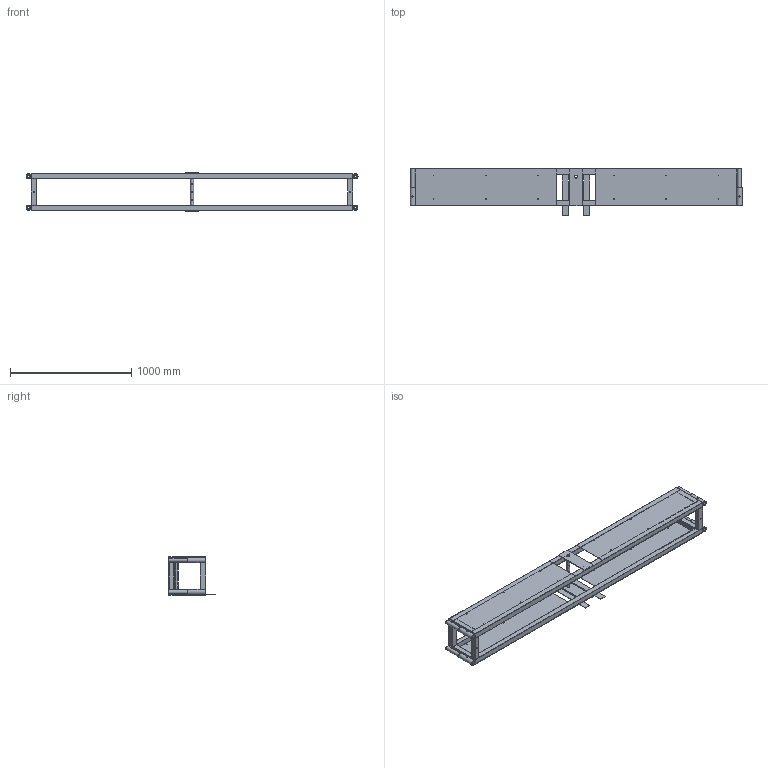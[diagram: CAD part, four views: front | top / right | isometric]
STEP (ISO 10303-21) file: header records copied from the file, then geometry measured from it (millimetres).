
FILE_DESCRIPTION(/* description */ (''),/* implementation_level */ '2;1');
FILE_NAME(/* name */ 'GE-18125.iam.stp',/* time_stamp */ '2018-01-01T11:24:14-08:00',/* author */ ('PhillipD'),/* organization */ (''),/* preprocessor_version */ 'ST-DEVELOPER v16.13',/* originating_system */ 'Autodesk Inventor 2018',/* authorisation */ '');
FILE_SCHEMA (('AUTOMOTIVE_DESIGN { 1 0 10303 214 3 1 1 }'));
Length unit declared in the file: inch
Products named in the file (12): GE-18125; GE-18014; GE-18014-1; GE-18014-3; GE-18014-4; GE-18014-2; GE-18014-5; GE-18014-6; GE-18028; rivet_.1875_.251-.375; GE-18023; GE-18059
Assembly tree (34 placements, depth 3):
  GE-18125
    GE-18014
      GE-18014-1  x4
      GE-18014-3  x2
      GE-18014-4  x4
      GE-18014-2  x6
      GE-18014-5
      GE-18014-6  x2
    GE-18028  x4
    rivet_.1875_.251-.375  x4
    GE-18023  x4
    GE-18059  x2
Bounding box: 2741.8 x 381 x 317.5 mm (x, y, z)
Volume: 9952031.6 mm3; surface area: 7607747.3 mm2
Topology: 33 solids, 33 shells, 276 faces, 640 edges, 434 vertices
Faces by surface type: plane 198, cylinder 74, torus 4
Full cylindrical faces by diameter (mm): 4.762 x4, 4.915 x16, 6.35 x24, 6.731 x6, 6.756 x4, 20.574 x1, 25.4 x1, 25.908 x2, 26.67 x4, 33.401 x4, 35.052 x4, 42.164 x4
Entity records: 3601 total; most frequent: CARTESIAN_POINT 1078, DIRECTION 436, ORIENTED_EDGE 324, AXIS2_PLACEMENT_3D 164, EDGE_LOOP 162, EDGE_CURVE 162, VERTEX_POINT 126, LINE 108
